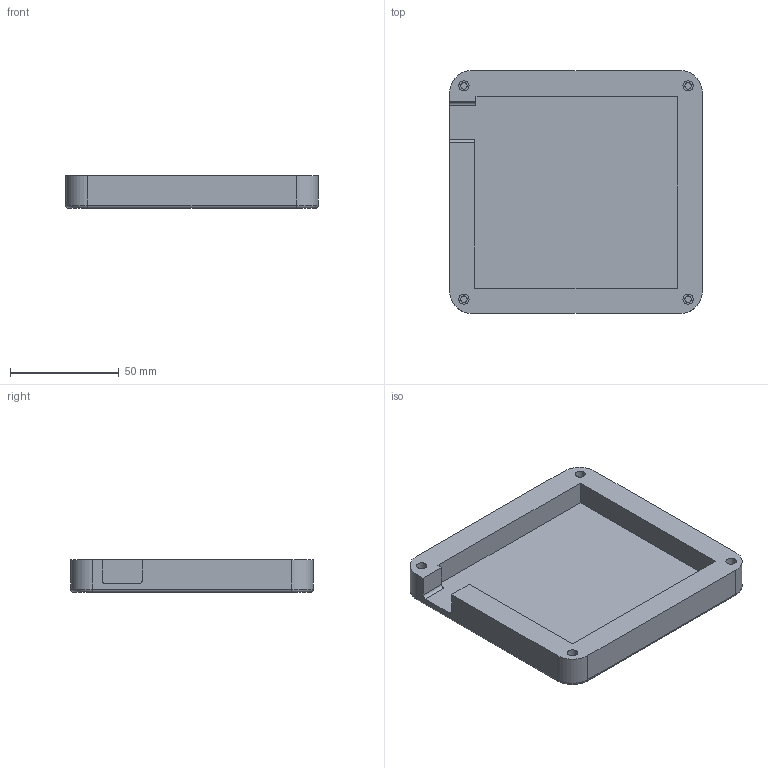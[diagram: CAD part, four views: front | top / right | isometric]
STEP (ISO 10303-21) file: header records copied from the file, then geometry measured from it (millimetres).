
FILE_DESCRIPTION(/* description */ (''),/* implementation_level */ '2;1');
FILE_NAME(/* name */ 'GOATPad [Base].step',/* time_stamp */ '2026-02-17T14:16:34Z',/* author */ (''),/* organization */ (''),/* preprocessor_version */ 'ST-DEVELOPER v20.1',/* originating_system */ 'Autodesk Translation Framework v14.24.0.0',/* authorisation */ '');
FILE_SCHEMA (('AUTOMOTIVE_DESIGN { 1 0 10303 214 3 1 1 }'));
Length unit declared in the file: millimetre
Products named in the file (2): 2026-02-12-11-18-30-518; 2026-02-12-12-52-12-312
Assembly tree (1 placements, depth 2):
  2026-02-12-11-18-30-518
    2026-02-12-12-52-12-312
Bounding box: 115.9 x 111.4 x 15 mm (x, y, z)
Volume: 99498.5 mm3; surface area: 36339 mm2
Topology: 1 solids, 1 shells, 49 faces, 110 edges, 71 vertices
Faces by surface type: plane 22, cylinder 20, torus 4, bspline 3
Full cylindrical faces by diameter (mm): 3 x4, 4.7 x4
Entity records: 1534 total; most frequent: CARTESIAN_POINT 355, DIRECTION 247, ORIENTED_EDGE 220, EDGE_CURVE 110, AXIS2_PLACEMENT_3D 94, VERTEX_POINT 71, LINE 59, VECTOR 59
